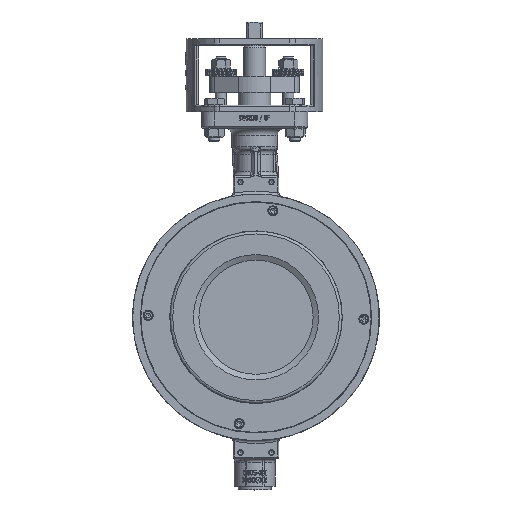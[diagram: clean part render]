
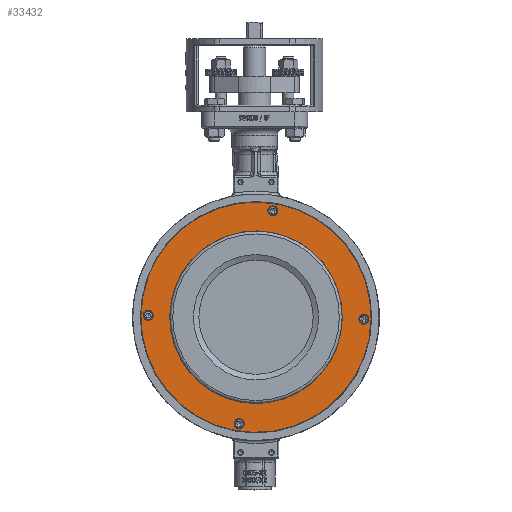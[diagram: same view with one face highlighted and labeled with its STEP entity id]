
A CAD part, top view. The second image highlights one B-rep face of the part: STEP entity #33432.
In plain terms, the highlighted planar face has unit normal (0, 0, 1).
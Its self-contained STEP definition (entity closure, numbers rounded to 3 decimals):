
#6584=FACE_BOUND('',#10022,.T.);
#6585=FACE_BOUND('',#10023,.T.);
#6586=FACE_BOUND('',#10024,.T.);
#6587=FACE_BOUND('',#10025,.T.);
#6588=FACE_BOUND('',#10026,.T.);
#7740=FACE_OUTER_BOUND('',#10021,.T.);
#10021=EDGE_LOOP('',(#24591));
#10022=EDGE_LOOP('',(#24592));
#10023=EDGE_LOOP('',(#24593));
#10024=EDGE_LOOP('',(#24594));
#10025=EDGE_LOOP('',(#24595));
#10026=EDGE_LOOP('',(#24596));
#12039=CIRCLE('',#36018,9.45);
#12046=CIRCLE('',#36029,12.6);
#12047=CIRCLE('',#36030,0.55);
#12048=CIRCLE('',#36031,0.55);
#12049=CIRCLE('',#36032,0.55);
#12050=CIRCLE('',#36033,0.55);
#14085=VERTEX_POINT('',#86831);
#14092=VERTEX_POINT('',#86849);
#14093=VERTEX_POINT('',#86851);
#14094=VERTEX_POINT('',#86853);
#14095=VERTEX_POINT('',#86855);
#14096=VERTEX_POINT('',#86857);
#17859=EDGE_CURVE('',#14085,#14085,#12039,.T.);
#17866=EDGE_CURVE('',#14092,#14092,#12046,.T.);
#17867=EDGE_CURVE('',#14093,#14093,#12047,.T.);
#17868=EDGE_CURVE('',#14094,#14094,#12048,.T.);
#17869=EDGE_CURVE('',#14095,#14095,#12049,.T.);
#17870=EDGE_CURVE('',#14096,#14096,#12050,.T.);
#24591=ORIENTED_EDGE('',*,*,#17866,.F.);
#24592=ORIENTED_EDGE('',*,*,#17867,.T.);
#24593=ORIENTED_EDGE('',*,*,#17868,.T.);
#24594=ORIENTED_EDGE('',*,*,#17869,.T.);
#24595=ORIENTED_EDGE('',*,*,#17870,.T.);
#24596=ORIENTED_EDGE('',*,*,#17859,.T.);
#30107=PLANE('',#36028);
#33432=ADVANCED_FACE('',(#7740,#6584,#6585,#6586,#6587,#6588),#30107,.T.);
#36018=AXIS2_PLACEMENT_3D('',#86832,#41213,#41214);
#36028=AXIS2_PLACEMENT_3D('',#86848,#41233,#41234);
#36029=AXIS2_PLACEMENT_3D('',#86850,#41235,#41236);
#36030=AXIS2_PLACEMENT_3D('',#86852,#41237,#41238);
#36031=AXIS2_PLACEMENT_3D('',#86854,#41239,#41240);
#36032=AXIS2_PLACEMENT_3D('',#86856,#41241,#41242);
#36033=AXIS2_PLACEMENT_3D('',#86858,#41243,#41244);
#41213=DIRECTION('center_axis',(0.,0.,
-1.));
#41214=DIRECTION('ref_axis',(-1.,0.017,0.));
#41233=DIRECTION('center_axis',(0.,0.,
1.));
#41234=DIRECTION('ref_axis',(-0.017,-1.,0.));
#41235=DIRECTION('center_axis',(0.,0.,
-1.));
#41236=DIRECTION('ref_axis',(1.,-0.017,0.));
#41237=DIRECTION('center_axis',(0.,0.,
-1.));
#41238=DIRECTION('ref_axis',(1.,-0.017,0.));
#41239=DIRECTION('center_axis',(0.,0.,
-1.));
#41240=DIRECTION('ref_axis',(1.,-0.017,0.));
#41241=DIRECTION('center_axis',(0.,0.,
-1.));
#41242=DIRECTION('ref_axis',(1.,-0.017,0.));
#41243=DIRECTION('center_axis',(0.,0.,
-1.));
#41244=DIRECTION('ref_axis',(1.,-0.017,0.));
#86831=CARTESIAN_POINT('',(-9.449,0.165,3.5));
#86832=CARTESIAN_POINT('Origin',(0.,0.,
3.5));
#86848=CARTESIAN_POINT('Origin',(-11.048,0.193,3.5));
#86849=CARTESIAN_POINT('',(-12.598,0.22,3.5));
#86850=CARTESIAN_POINT('Origin',(0.,0.,
3.5));
#86851=CARTESIAN_POINT('',(-1.296,-11.664,3.5));
#86852=CARTESIAN_POINT('Origin',(-1.846,-11.655,3.5));
#86853=CARTESIAN_POINT('',(2.396,11.645,3.5));
#86854=CARTESIAN_POINT('Origin',(1.846,11.655,3.5));
#86855=CARTESIAN_POINT('',(-11.248,0.196,3.5));
#86856=CARTESIAN_POINT('Origin',(-11.798,0.206,3.5));
#86857=CARTESIAN_POINT('',(12.348,-0.216,3.5));
#86858=CARTESIAN_POINT('Origin',(11.798,-0.206,3.5));
